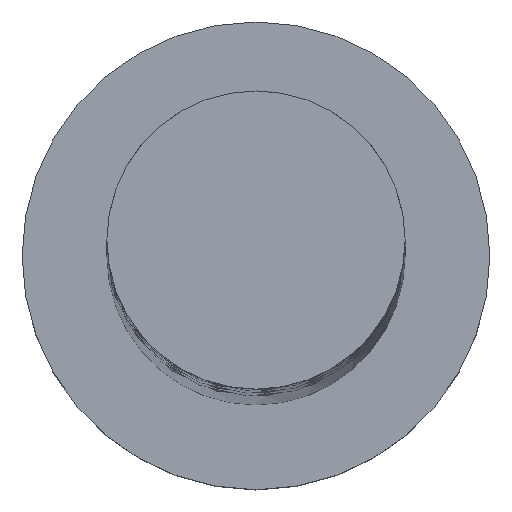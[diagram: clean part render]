
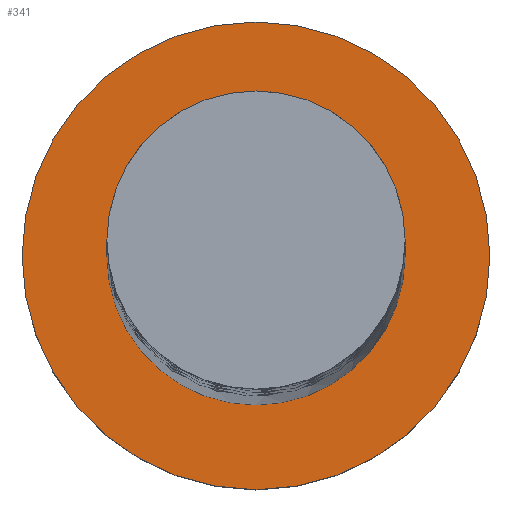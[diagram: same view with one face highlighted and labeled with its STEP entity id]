
A CAD part, top view. The second image highlights one B-rep face of the part: STEP entity #341.
In plain terms, the highlighted planar face has unit normal (0, 0, 1).
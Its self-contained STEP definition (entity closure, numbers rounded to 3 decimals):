
#10 = EDGE_CURVE ( 'NONE', #657, #1334, #319, .T. ) ;
#91 = EDGE_CURVE ( 'NONE', #1772, #436, #1645, .T. ) ;
#193 = AXIS2_PLACEMENT_3D ( 'NONE', #1386, #800, #680 ) ;
#237 = DIRECTION ( 'NONE',  ( 1., 0., 0. ) ) ;
#238 = CIRCLE ( 'NONE', #357, 8. ) ;
#246 = DIRECTION ( 'NONE',  ( 1., 0., 0. ) ) ;
#319 = CIRCLE ( 'NONE', #1614, 8. ) ;
#337 = DIRECTION ( 'NONE',  ( 0., 0., 1. ) ) ;
#341 = ADVANCED_FACE ( 'NONE', ( #1846, #1104 ), #379, .T. ) ;
#350 = EDGE_LOOP ( 'NONE', ( #1477, #1784 ) ) ;
#357 = AXIS2_PLACEMENT_3D ( 'NONE', #1553, #337, #525 ) ;
#379 = PLANE ( 'NONE',  #1896 ) ;
#408 = CARTESIAN_POINT ( 'NONE',  ( 5.1, 0., 5. ) ) ;
#425 = ORIENTED_EDGE ( 'NONE', *, *, #91, .F. ) ;
#436 = VERTEX_POINT ( 'NONE', #408 ) ;
#457 = ORIENTED_EDGE ( 'NONE', *, *, #1041, .F. ) ;
#524 = EDGE_CURVE ( 'NONE', #1334, #657, #238, .T. ) ;
#525 = DIRECTION ( 'NONE',  ( 1., 0., 0. ) ) ;
#609 = EDGE_LOOP ( 'NONE', ( #425, #457 ) ) ;
#657 = VERTEX_POINT ( 'NONE', #1011 ) ;
#680 = DIRECTION ( 'NONE',  ( 1., 0., 0. ) ) ;
#684 = DIRECTION ( 'NONE',  ( 1., 0., 0. ) ) ;
#800 = DIRECTION ( 'NONE',  ( 0., 0., 1. ) ) ;
#966 = CARTESIAN_POINT ( 'NONE',  ( 0., 0., 5. ) ) ;
#1011 = CARTESIAN_POINT ( 'NONE',  ( -8., 0., 5. ) ) ;
#1041 = EDGE_CURVE ( 'NONE', #436, #1772, #1526, .T. ) ;
#1104 = FACE_OUTER_BOUND ( 'NONE', #350, .T. ) ;
#1152 = CARTESIAN_POINT ( 'NONE',  ( 8., 0., 5. ) ) ;
#1281 = AXIS2_PLACEMENT_3D ( 'NONE', #1372, #1539, #684 ) ;
#1334 = VERTEX_POINT ( 'NONE', #1152 ) ;
#1372 = CARTESIAN_POINT ( 'NONE',  ( 0., 0., 5. ) ) ;
#1386 = CARTESIAN_POINT ( 'NONE',  ( 0., 0., 5. ) ) ;
#1395 = DIRECTION ( 'NONE',  ( 0., 0., 1. ) ) ;
#1432 = CARTESIAN_POINT ( 'NONE',  ( -5.1, 0., 5. ) ) ;
#1477 = ORIENTED_EDGE ( 'NONE', *, *, #10, .T. ) ;
#1526 = CIRCLE ( 'NONE', #1281, 5.1 ) ;
#1534 = CARTESIAN_POINT ( 'NONE',  ( 0., 0., 5. ) ) ;
#1539 = DIRECTION ( 'NONE',  ( 0., 0., 1. ) ) ;
#1553 = CARTESIAN_POINT ( 'NONE',  ( 0., 0., 5. ) ) ;
#1557 = DIRECTION ( 'NONE',  ( 0., 0., 1. ) ) ;
#1614 = AXIS2_PLACEMENT_3D ( 'NONE', #1534, #1395, #246 ) ;
#1645 = CIRCLE ( 'NONE', #193, 5.1 ) ;
#1772 = VERTEX_POINT ( 'NONE', #1432 ) ;
#1784 = ORIENTED_EDGE ( 'NONE', *, *, #524, .T. ) ;
#1846 = FACE_BOUND ( 'NONE', #609, .T. ) ;
#1896 = AXIS2_PLACEMENT_3D ( 'NONE', #966, #1557, #237 ) ;
